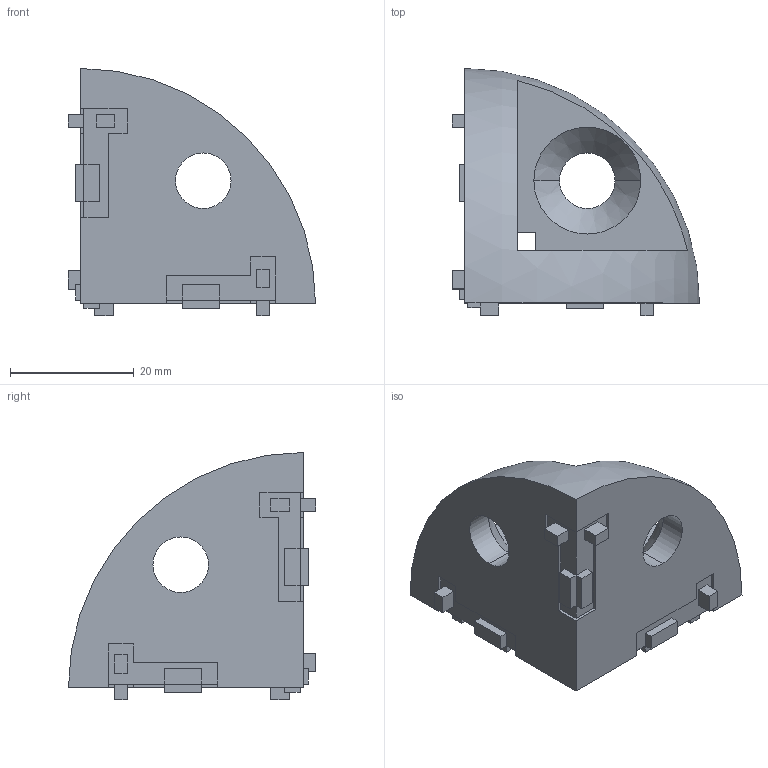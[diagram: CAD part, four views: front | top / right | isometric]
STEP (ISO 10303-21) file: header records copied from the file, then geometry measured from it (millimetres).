
FILE_DESCRIPTION (( 'STEP AP203' ), '1' );
FILE_NAME ('Êóáè÷åñêèé ñîåäèíèòåëü 40 ñåðèÿ 40õ40R .STEP', '2022-09-30T13:26:01', ( 'user' ), ( '' ), 'SwSTEP 2.0', 'SolidWorks 2022', '' );
FILE_SCHEMA (( 'CONFIG_CONTROL_DESIGN' ));
Length unit declared in the file: millimetre
Products named in the file (1): Кубический соединитель 40 серия 40х40R 
Bounding box: 40 x 40 x 40 mm (x, y, z)
Volume: 17643.2 mm3; surface area: 7169.1 mm2
Topology: 4 solids, 4 shells, 116 faces, 295 edges, 190 vertices
Faces by surface type: plane 103, cone 6, cylinder 6, sphere 1
Entity records: 3505 total; most frequent: CARTESIAN_POINT 601, ORIENTED_EDGE 588, DIRECTION 552, EDGE_CURVE 294, LINE 270, VECTOR 270, VERTEX_POINT 190, AXIS2_PLACEMENT_3D 141
